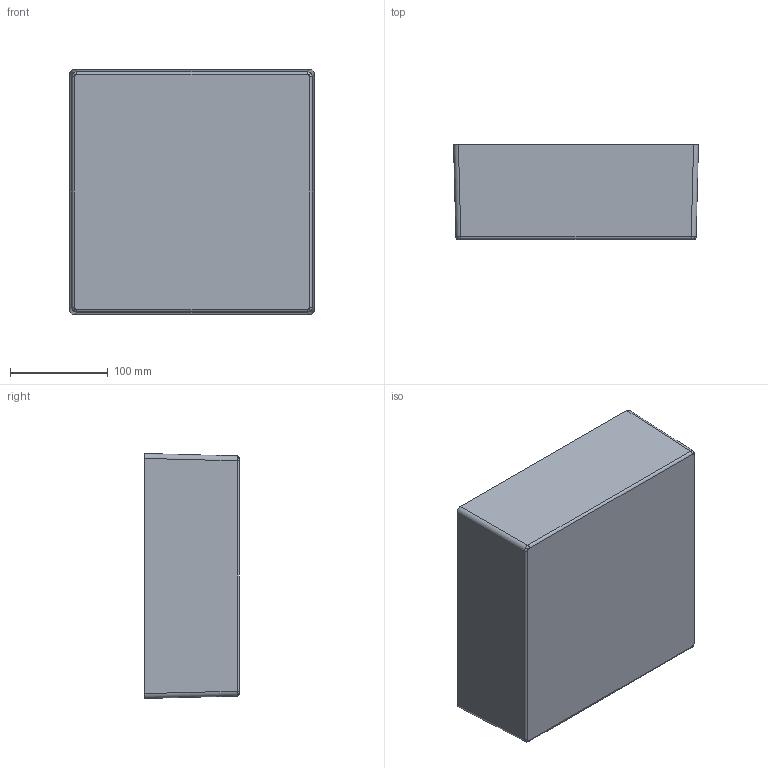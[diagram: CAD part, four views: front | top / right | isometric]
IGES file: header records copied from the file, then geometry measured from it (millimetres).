
Global section: file name: No Iges File Name specified; native system: Autodesk Inventor 2010; preprocessor: AutoDesk Inventor Iges Exporter R2010; author: tcook; date: 20090916.095429; units: millimetre
Bounding box: 250.2 x 97 x 250.2 mm (x, y, z)
Volume: 412582.8 mm3; surface area: 309476.6 mm2
Topology: 1 solids, 1 shells, 431 faces, 1120 edges, 728 vertices
Faces by surface type: bspline 191, plane 156, revolution 68, cone 8, cylinder 8
